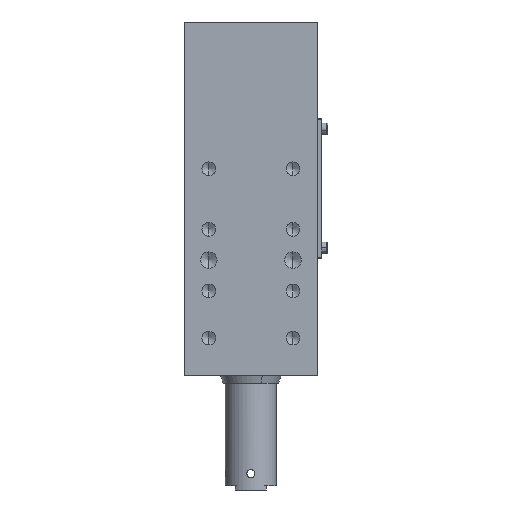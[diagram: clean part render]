
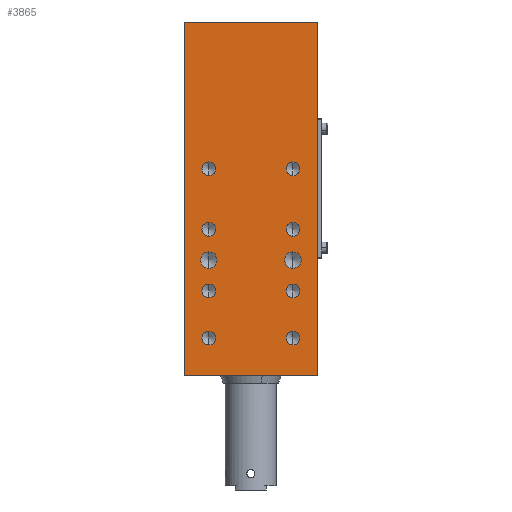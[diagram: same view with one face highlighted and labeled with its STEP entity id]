
A CAD part, left-side view. The second image highlights one B-rep face of the part: STEP entity #3865.
In plain terms, the highlighted planar face has unit normal (-1, 0, 0).
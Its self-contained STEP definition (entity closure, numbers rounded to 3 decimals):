
#396=CARTESIAN_POINT('',(-27.0,20.5,103.824));
#397=VERTEX_POINT('',#396);
#413=CARTESIAN_POINT('',(-27.0,20.5,97.177));
#414=VERTEX_POINT('',#413);
#421=CARTESIAN_POINT('',(-27.0,20.5,100.5));
#422=DIRECTION('',(1.0,0.0,0.0));
#423=DIRECTION('',(0.0,0.0,1.0));
#424=AXIS2_PLACEMENT_3D('',#421,#422,#423);
#425=CIRCLE('',#424,3.324);
#426=EDGE_CURVE('',#397,#414,#425,.T.);
#509=CARTESIAN_POINT('',(-27.0,20.5,21.323));
#510=VERTEX_POINT('',#509);
#526=CARTESIAN_POINT('',(-27.0,20.5,14.677));
#527=VERTEX_POINT('',#526);
#534=CARTESIAN_POINT('',(-27.0,20.5,18.0));
#535=DIRECTION('',(1.0,0.0,0.0));
#536=DIRECTION('',(0.0,0.0,1.0));
#537=AXIS2_PLACEMENT_3D('',#534,#535,#536);
#538=CIRCLE('',#537,3.324);
#539=EDGE_CURVE('',#510,#527,#538,.T.);
#622=CARTESIAN_POINT('',(-27.,-20.5,21.323));
#623=VERTEX_POINT('',#622);
#639=CARTESIAN_POINT('',(-27.,-20.5,14.677));
#640=VERTEX_POINT('',#639);
#647=CARTESIAN_POINT('',(-27.,-20.5,18.0));
#648=DIRECTION('',(1.0,0.0,0.0));
#649=DIRECTION('',(0.0,0.0,1.0));
#650=AXIS2_PLACEMENT_3D('',#647,#648,#649);
#651=CIRCLE('',#650,3.324);
#652=EDGE_CURVE('',#623,#640,#651,.T.);
#735=CARTESIAN_POINT('',(-27.,-20.5,103.824));
#736=VERTEX_POINT('',#735);
#752=CARTESIAN_POINT('',(-27.,-20.5,97.177));
#753=VERTEX_POINT('',#752);
#760=CARTESIAN_POINT('',(-27.,-20.5,100.5));
#761=DIRECTION('',(1.0,0.0,0.0));
#762=DIRECTION('',(0.0,0.0,1.0));
#763=AXIS2_PLACEMENT_3D('',#760,#761,#762);
#764=CIRCLE('',#763,3.324);
#765=EDGE_CURVE('',#736,#753,#764,.T.);
#848=CARTESIAN_POINT('',(-27.0,20.5,60.0));
#849=VERTEX_POINT('',#848);
#865=CARTESIAN_POINT('',(-27.0,20.5,52.));
#866=VERTEX_POINT('',#865);
#873=CARTESIAN_POINT('',(-27.0,20.5,56.));
#874=DIRECTION('',(1.0,0.0,0.0));
#875=DIRECTION('',(0.0,0.0,1.0));
#876=AXIS2_PLACEMENT_3D('',#873,#874,#875);
#877=CIRCLE('',#876,4.0);
#878=EDGE_CURVE('',#849,#866,#877,.T.);
#961=CARTESIAN_POINT('',(-27.,-20.5,60.0));
#962=VERTEX_POINT('',#961);
#978=CARTESIAN_POINT('',(-27.,-20.5,52.));
#979=VERTEX_POINT('',#978);
#986=CARTESIAN_POINT('',(-27.,-20.5,56.));
#987=DIRECTION('',(1.0,0.0,0.0));
#988=DIRECTION('',(0.0,0.0,1.0));
#989=AXIS2_PLACEMENT_3D('',#986,#987,#988);
#990=CIRCLE('',#989,4.0);
#991=EDGE_CURVE('',#962,#979,#990,.T.);
#1116=CARTESIAN_POINT('',(-27.,-20.5,44.324));
#1117=VERTEX_POINT('',#1116);
#1133=CARTESIAN_POINT('',(-27.,-20.5,37.677));
#1134=VERTEX_POINT('',#1133);
#1141=CARTESIAN_POINT('',(-27.,-20.5,41.));
#1142=DIRECTION('',(1.0,0.0,0.0));
#1143=DIRECTION('',(0.0,0.0,1.0));
#1144=AXIS2_PLACEMENT_3D('',#1141,#1142,#1143);
#1145=CIRCLE('',#1144,3.324);
#1146=EDGE_CURVE('',#1117,#1134,#1145,.T.);
#1229=CARTESIAN_POINT('',(-27.0,20.5,74.323));
#1230=VERTEX_POINT('',#1229);
#1246=CARTESIAN_POINT('',(-27.0,20.5,67.677));
#1247=VERTEX_POINT('',#1246);
#1254=CARTESIAN_POINT('',(-27.0,20.5,71.0));
#1255=DIRECTION('',(1.0,0.0,0.0));
#1256=DIRECTION('',(0.0,0.0,1.0));
#1257=AXIS2_PLACEMENT_3D('',#1254,#1255,#1256);
#1258=CIRCLE('',#1257,3.324);
#1259=EDGE_CURVE('',#1230,#1247,#1258,.T.);
#1342=CARTESIAN_POINT('',(-27.0,20.5,44.324));
#1343=VERTEX_POINT('',#1342);
#1359=CARTESIAN_POINT('',(-27.0,20.5,37.677));
#1360=VERTEX_POINT('',#1359);
#1367=CARTESIAN_POINT('',(-27.0,20.5,41.));
#1368=DIRECTION('',(1.0,0.0,0.0));
#1369=DIRECTION('',(0.0,0.0,1.0));
#1370=AXIS2_PLACEMENT_3D('',#1367,#1368,#1369);
#1371=CIRCLE('',#1370,3.324);
#1372=EDGE_CURVE('',#1343,#1360,#1371,.T.);
#1455=CARTESIAN_POINT('',(-27.,-20.5,74.323));
#1456=VERTEX_POINT('',#1455);
#1472=CARTESIAN_POINT('',(-27.,-20.5,67.677));
#1473=VERTEX_POINT('',#1472);
#1480=CARTESIAN_POINT('',(-27.,-20.5,71.0));
#1481=DIRECTION('',(1.0,0.0,0.0));
#1482=DIRECTION('',(0.0,0.0,1.0));
#1483=AXIS2_PLACEMENT_3D('',#1480,#1481,#1482);
#1484=CIRCLE('',#1483,3.324);
#1485=EDGE_CURVE('',#1456,#1473,#1484,.T.);
#2788=CARTESIAN_POINT('',(-27.,-20.5,71.0));
#2789=DIRECTION('',(1.0,0.0,0.0));
#2790=DIRECTION('',(0.0,0.0,1.0));
#2791=AXIS2_PLACEMENT_3D('',#2788,#2789,#2790);
#2792=CIRCLE('',#2791,3.324);
#2793=EDGE_CURVE('',#1473,#1456,#2792,.T.);
#2859=CARTESIAN_POINT('',(-27.0,20.5,41.));
#2860=DIRECTION('',(1.0,0.0,0.0));
#2861=DIRECTION('',(0.0,0.0,1.0));
#2862=AXIS2_PLACEMENT_3D('',#2859,#2860,#2861);
#2863=CIRCLE('',#2862,3.324);
#2864=EDGE_CURVE('',#1360,#1343,#2863,.T.);
#2930=CARTESIAN_POINT('',(-27.0,20.5,71.0));
#2931=DIRECTION('',(1.0,0.0,0.0));
#2932=DIRECTION('',(0.0,0.0,1.0));
#2933=AXIS2_PLACEMENT_3D('',#2930,#2931,#2932);
#2934=CIRCLE('',#2933,3.324);
#2935=EDGE_CURVE('',#1247,#1230,#2934,.T.);
#3001=CARTESIAN_POINT('',(-27.,-20.5,41.));
#3002=DIRECTION('',(1.0,0.0,0.0));
#3003=DIRECTION('',(0.0,0.0,1.0));
#3004=AXIS2_PLACEMENT_3D('',#3001,#3002,#3003);
#3005=CIRCLE('',#3004,3.324);
#3006=EDGE_CURVE('',#1134,#1117,#3005,.T.);
#3096=CARTESIAN_POINT('',(-27.,-20.5,56.));
#3097=DIRECTION('',(1.0,0.0,0.0));
#3098=DIRECTION('',(0.0,0.0,1.0));
#3099=AXIS2_PLACEMENT_3D('',#3096,#3097,#3098);
#3100=CIRCLE('',#3099,4.0);
#3101=EDGE_CURVE('',#979,#962,#3100,.T.);
#3167=CARTESIAN_POINT('',(-27.0,20.5,56.));
#3168=DIRECTION('',(1.0,0.0,0.0));
#3169=DIRECTION('',(0.0,0.0,1.0));
#3170=AXIS2_PLACEMENT_3D('',#3167,#3168,#3169);
#3171=CIRCLE('',#3170,4.0);
#3172=EDGE_CURVE('',#866,#849,#3171,.T.);
#3238=CARTESIAN_POINT('',(-27.,-20.5,100.5));
#3239=DIRECTION('',(1.0,0.0,0.0));
#3240=DIRECTION('',(0.0,0.0,1.0));
#3241=AXIS2_PLACEMENT_3D('',#3238,#3239,#3240);
#3242=CIRCLE('',#3241,3.324);
#3243=EDGE_CURVE('',#753,#736,#3242,.T.);
#3309=CARTESIAN_POINT('',(-27.,-20.5,18.0));
#3310=DIRECTION('',(1.0,0.0,0.0));
#3311=DIRECTION('',(0.0,0.0,1.0));
#3312=AXIS2_PLACEMENT_3D('',#3309,#3310,#3311);
#3313=CIRCLE('',#3312,3.324);
#3314=EDGE_CURVE('',#640,#623,#3313,.T.);
#3380=CARTESIAN_POINT('',(-27.0,20.5,18.0));
#3381=DIRECTION('',(1.0,0.0,0.0));
#3382=DIRECTION('',(0.0,0.0,1.0));
#3383=AXIS2_PLACEMENT_3D('',#3380,#3381,#3382);
#3384=CIRCLE('',#3383,3.324);
#3385=EDGE_CURVE('',#527,#510,#3384,.T.);
#3451=CARTESIAN_POINT('',(-27.0,20.5,100.5));
#3452=DIRECTION('',(1.0,0.0,0.0));
#3453=DIRECTION('',(0.0,0.0,1.0));
#3454=AXIS2_PLACEMENT_3D('',#3451,#3452,#3453);
#3455=CIRCLE('',#3454,3.324);
#3456=EDGE_CURVE('',#414,#397,#3455,.T.);
#3700=CARTESIAN_POINT('',(-27.,32.5,172.0));
#3701=VERTEX_POINT('',#3700);
#3708=CARTESIAN_POINT('',(-27.,-32.5,172.0));
#3709=VERTEX_POINT('',#3708);
#3710=CARTESIAN_POINT('',(-27.,-32.5,172.0));
#3711=DIRECTION('',(0.0,1.0,0.0));
#3712=VECTOR('',#3711,65.0);
#3713=LINE('',#3710,#3712);
#3714=EDGE_CURVE('',#3709,#3701,#3713,.T.);
#3774=CARTESIAN_POINT('',(-27.,-32.5,0.0));
#3775=VERTEX_POINT('',#3774);
#3776=CARTESIAN_POINT('',(-27.,-32.5,0.0));
#3777=DIRECTION('',(0.0,0.0,1.0));
#3778=VECTOR('',#3777,172.0);
#3779=LINE('',#3776,#3778);
#3780=EDGE_CURVE('',#3775,#3709,#3779,.T.);
#3802=CARTESIAN_POINT('',(-27.,-32.5,0.0));
#3803=DIRECTION('',(-1.0,0.0,0.0));
#3804=DIRECTION('',(0.0,0.0,1.0));
#3805=AXIS2_PLACEMENT_3D('',#3802,#3803,#3804);
#3806=PLANE('',#3805);
#3807=ORIENTED_EDGE('',*,*,#3714,.T.);
#3808=CARTESIAN_POINT('',(-27.,32.5,0.0));
#3809=VERTEX_POINT('',#3808);
#3810=CARTESIAN_POINT('',(-27.,32.5,0.0));
#3811=DIRECTION('',(0.0,0.0,1.0));
#3812=VECTOR('',#3811,172.0);
#3813=LINE('',#3810,#3812);
#3814=EDGE_CURVE('',#3809,#3701,#3813,.T.);
#3815=ORIENTED_EDGE('',*,*,#3814,.F.);
#3816=CARTESIAN_POINT('',(-27.,-32.5,0.0));
#3817=DIRECTION('',(0.0,1.0,0.0));
#3818=VECTOR('',#3817,65.0);
#3819=LINE('',#3816,#3818);
#3820=EDGE_CURVE('',#3775,#3809,#3819,.T.);
#3821=ORIENTED_EDGE('',*,*,#3820,.F.);
#3822=ORIENTED_EDGE('',*,*,#3780,.T.);
#3823=EDGE_LOOP('',(#3807,#3815,#3821,#3822));
#3824=FACE_OUTER_BOUND('',#3823,.T.);
#3825=ORIENTED_EDGE('',*,*,#1485,.T.);
#3826=ORIENTED_EDGE('',*,*,#2793,.T.);
#3827=EDGE_LOOP('',(#3825,#3826));
#3828=FACE_BOUND('',#3827,.T.);
#3829=ORIENTED_EDGE('',*,*,#1372,.T.);
#3830=ORIENTED_EDGE('',*,*,#2864,.T.);
#3831=EDGE_LOOP('',(#3829,#3830));
#3832=FACE_BOUND('',#3831,.T.);
#3833=ORIENTED_EDGE('',*,*,#1259,.T.);
#3834=ORIENTED_EDGE('',*,*,#2935,.T.);
#3835=EDGE_LOOP('',(#3833,#3834));
#3836=FACE_BOUND('',#3835,.T.);
#3837=ORIENTED_EDGE('',*,*,#1146,.T.);
#3838=ORIENTED_EDGE('',*,*,#3006,.T.);
#3839=EDGE_LOOP('',(#3837,#3838));
#3840=FACE_BOUND('',#3839,.T.);
#3841=ORIENTED_EDGE('',*,*,#991,.T.);
#3842=ORIENTED_EDGE('',*,*,#3101,.T.);
#3843=EDGE_LOOP('',(#3841,#3842));
#3844=FACE_BOUND('',#3843,.T.);
#3845=ORIENTED_EDGE('',*,*,#878,.T.);
#3846=ORIENTED_EDGE('',*,*,#3172,.T.);
#3847=EDGE_LOOP('',(#3845,#3846));
#3848=FACE_BOUND('',#3847,.T.);
#3849=ORIENTED_EDGE('',*,*,#765,.T.);
#3850=ORIENTED_EDGE('',*,*,#3243,.T.);
#3851=EDGE_LOOP('',(#3849,#3850));
#3852=FACE_BOUND('',#3851,.T.);
#3853=ORIENTED_EDGE('',*,*,#652,.T.);
#3854=ORIENTED_EDGE('',*,*,#3314,.T.);
#3855=EDGE_LOOP('',(#3853,#3854));
#3856=FACE_BOUND('',#3855,.T.);
#3857=ORIENTED_EDGE('',*,*,#539,.T.);
#3858=ORIENTED_EDGE('',*,*,#3385,.T.);
#3859=EDGE_LOOP('',(#3857,#3858));
#3860=FACE_BOUND('',#3859,.T.);
#3861=ORIENTED_EDGE('',*,*,#426,.T.);
#3862=ORIENTED_EDGE('',*,*,#3456,.T.);
#3863=EDGE_LOOP('',(#3861,#3862));
#3864=FACE_BOUND('',#3863,.T.);
#3865=ADVANCED_FACE('',(#3824,#3828,#3832,#3836,#3840,#3844,#3848,#3852,#3856,#3860,#3864),#3806,.T.);
